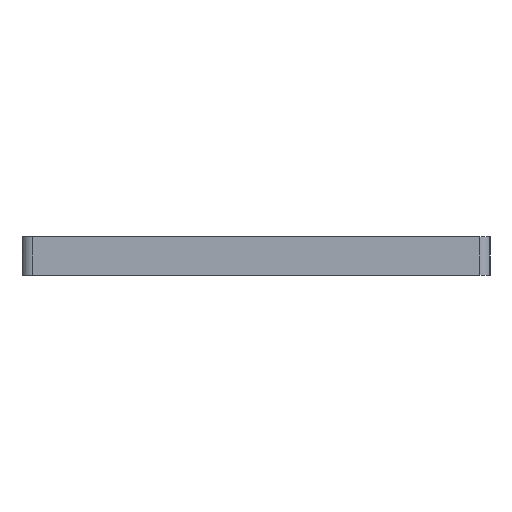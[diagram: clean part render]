
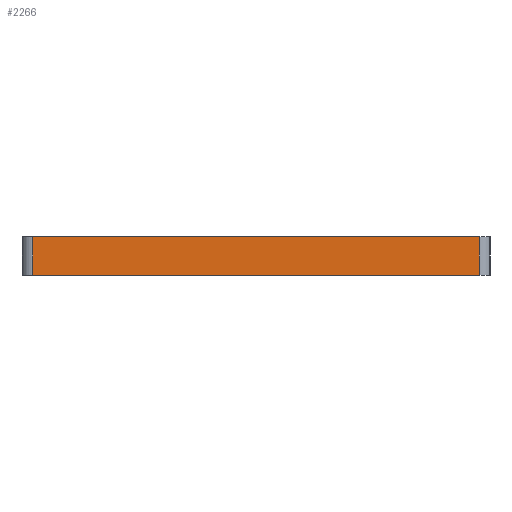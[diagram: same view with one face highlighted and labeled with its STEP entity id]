
A CAD part, left-side view. The second image highlights one B-rep face of the part: STEP entity #2266.
In plain terms, the highlighted planar face has unit normal (-1, 0, 0).
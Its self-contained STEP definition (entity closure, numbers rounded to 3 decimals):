
#2239 = VERTEX_POINT('',#2240);
#2240 = CARTESIAN_POINT('',(11.06,31.508,0.));
#2247 = EDGE_CURVE('',#2248,#2239,#2250,.T.);
#2248 = VERTEX_POINT('',#2249);
#2249 = CARTESIAN_POINT('',(11.06,31.508,-1.812)
  );
#2250 = LINE('',#2251,#2252);
#2251 = CARTESIAN_POINT('',(11.06,31.508,-1.812)
  );
#2252 = VECTOR('',#2253,1.);
#2253 = DIRECTION('',(0.,0.,1.));
#2266 = ADVANCED_FACE('',(#2267),#2292,.F.);
#2267 = FACE_BOUND('',#2268,.F.);
#2268 = EDGE_LOOP('',(#2269,#2270,#2278,#2286));
#2269 = ORIENTED_EDGE('',*,*,#2247,.T.);
#2270 = ORIENTED_EDGE('',*,*,#2271,.T.);
#2271 = EDGE_CURVE('',#2239,#2272,#2274,.T.);
#2272 = VERTEX_POINT('',#2273);
#2273 = CARTESIAN_POINT('',(11.06,10.508,0.));
#2274 = LINE('',#2275,#2276);
#2275 = CARTESIAN_POINT('',(11.06,31.508,0.));
#2276 = VECTOR('',#2277,1.);
#2277 = DIRECTION('',(0.,-1.,0.));
#2278 = ORIENTED_EDGE('',*,*,#2279,.F.);
#2279 = EDGE_CURVE('',#2280,#2272,#2282,.T.);
#2280 = VERTEX_POINT('',#2281);
#2281 = CARTESIAN_POINT('',(11.06,10.508,-1.812)
  );
#2282 = LINE('',#2283,#2284);
#2283 = CARTESIAN_POINT('',(11.06,10.508,-1.812)
  );
#2284 = VECTOR('',#2285,1.);
#2285 = DIRECTION('',(0.,0.,1.));
#2286 = ORIENTED_EDGE('',*,*,#2287,.F.);
#2287 = EDGE_CURVE('',#2248,#2280,#2288,.T.);
#2288 = LINE('',#2289,#2290);
#2289 = CARTESIAN_POINT('',(11.06,31.508,-1.812)
  );
#2290 = VECTOR('',#2291,1.);
#2291 = DIRECTION('',(0.,-1.,0.));
#2292 = PLANE('',#2293);
#2293 = AXIS2_PLACEMENT_3D('',#2294,#2295,#2296);
#2294 = CARTESIAN_POINT('',(11.06,31.508,-1.812)
  );
#2295 = DIRECTION('',(1.,0.,0.));
#2296 = DIRECTION('',(0.,-1.,0.));
